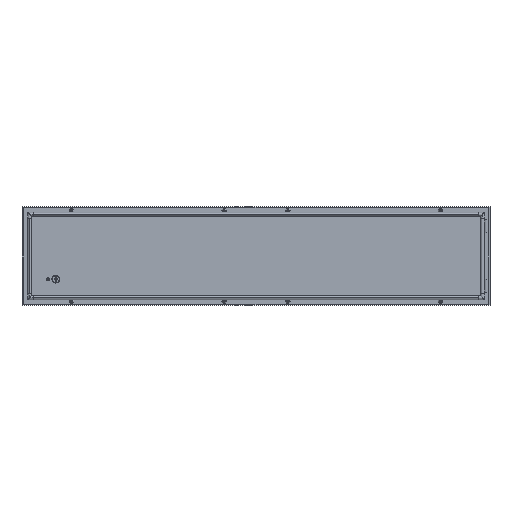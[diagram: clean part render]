
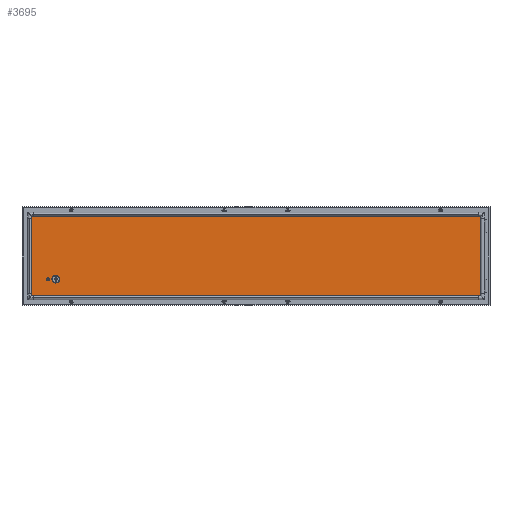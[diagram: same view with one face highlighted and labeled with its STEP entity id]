
A CAD part, top view. The second image highlights one B-rep face of the part: STEP entity #3695.
In plain terms, the highlighted planar face has unit normal (0, 0, 1).
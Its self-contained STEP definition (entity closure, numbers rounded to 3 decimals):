
#142 = DIRECTION ( 'NONE',  ( 0., -1., 0. ) ) ;
#159 = EDGE_CURVE ( 'NONE', #881, #1469, #643, .T. ) ;
#236 = CARTESIAN_POINT ( 'NONE',  ( 864., 153.5, 0. ) ) ;
#266 = CARTESIAN_POINT ( 'NONE',  ( -770., -104., 0. ) ) ;
#306 = LINE ( 'NONE', #5799, #2052 ) ;
#366 = VERTEX_POINT ( 'NONE', #6081 ) ;
#575 = CARTESIAN_POINT ( 'NONE',  ( -856., 153.5, 0. ) ) ;
#643 = LINE ( 'NONE', #765, #4975 ) ;
#695 = DIRECTION ( 'NONE',  ( 0., -1., 0. ) ) ;
#765 = CARTESIAN_POINT ( 'NONE',  ( 856., 153.5, 0. ) ) ;
#789 = VERTEX_POINT ( 'NONE', #3165 ) ;
#817 = CARTESIAN_POINT ( 'NONE',  ( 864., -145.5, 0. ) ) ;
#854 = FACE_OUTER_BOUND ( 'NONE', #3348, .T. ) ;
#881 = VERTEX_POINT ( 'NONE', #1069 ) ;
#883 = CARTESIAN_POINT ( 'NONE',  ( 0., 0., 0. ) ) ;
#913 = ORIENTED_EDGE ( 'NONE', *, *, #2427, .F. ) ;
#930 = VECTOR ( 'NONE', #2832, 1000. ) ;
#1069 = CARTESIAN_POINT ( 'NONE',  ( 856., 153.5, 0. ) ) ;
#1103 = DIRECTION ( 'NONE',  ( 0., 1., 0. ) ) ;
#1143 = AXIS2_PLACEMENT_3D ( 'NONE', #883, #3877, #5935 ) ;
#1151 = VERTEX_POINT ( 'NONE', #1873 ) ;
#1191 = VERTEX_POINT ( 'NONE', #266 ) ;
#1288 = DIRECTION ( 'NONE',  ( 1., 0., 0. ) ) ;
#1347 = ORIENTED_EDGE ( 'NONE', *, *, #6067, .T. ) ;
#1363 = CARTESIAN_POINT ( 'NONE',  ( -856., -153.5, 0. ) ) ;
#1398 = DIRECTION ( 'NONE',  ( 1., 0., 0. ) ) ;
#1466 = LINE ( 'NONE', #1363, #5059 ) ;
#1469 = VERTEX_POINT ( 'NONE', #236 ) ;
#1475 = ORIENTED_EDGE ( 'NONE', *, *, #5415, .T. ) ;
#1541 = ORIENTED_EDGE ( 'NONE', *, *, #2825, .T. ) ;
#1542 = CARTESIAN_POINT ( 'NONE',  ( -800., -89., 0. ) ) ;
#1589 = CIRCLE ( 'NONE', #2453, 2.65 ) ;
#1664 = VERTEX_POINT ( 'NONE', #5636 ) ;
#1680 = DIRECTION ( 'NONE',  ( 1., 0., 0. ) ) ;
#1719 = CARTESIAN_POINT ( 'NONE',  ( -770., -74., 0. ) ) ;
#1738 = DIRECTION ( 'NONE',  ( 0., 0., 1. ) ) ;
#1800 = FACE_BOUND ( 'NONE', #3084, .T. ) ;
#1817 = CARTESIAN_POINT ( 'NONE',  ( -864., 0., 0. ) ) ;
#1873 = CARTESIAN_POINT ( 'NONE',  ( -856., -153.5, 0. ) ) ;
#1913 = LINE ( 'NONE', #2196, #4733 ) ;
#1956 = VERTEX_POINT ( 'NONE', #5784 ) ;
#1971 = ORIENTED_EDGE ( 'NONE', *, *, #2357, .T. ) ;
#2020 = VECTOR ( 'NONE', #695, 1000. ) ;
#2027 = EDGE_CURVE ( 'NONE', #4064, #2360, #4955, .T. ) ;
#2030 = VECTOR ( 'NONE', #3890, 1000. ) ;
#2052 = VECTOR ( 'NONE', #142, 1000. ) ;
#2088 = CARTESIAN_POINT ( 'NONE',  ( -864., 145.5, 0. ) ) ;
#2196 = CARTESIAN_POINT ( 'NONE',  ( -878.8, -153.5, 0. ) ) ;
#2229 = CARTESIAN_POINT ( 'NONE',  ( -799.315, -86.44, 0. ) ) ;
#2248 = CIRCLE ( 'NONE', #4203, 2.65 ) ;
#2250 = ORIENTED_EDGE ( 'NONE', *, *, #4592, .F. ) ;
#2354 = CARTESIAN_POINT ( 'NONE',  ( 856., -153.5, 0. ) ) ;
#2357 = EDGE_CURVE ( 'NONE', #366, #4167, #6449, .T. ) ;
#2360 = VERTEX_POINT ( 'NONE', #4466 ) ;
#2406 = VERTEX_POINT ( 'NONE', #5700 ) ;
#2427 = EDGE_CURVE ( 'NONE', #4936, #1191, #3871, .T. ) ;
#2453 = AXIS2_PLACEMENT_3D ( 'NONE', #3537, #6207, #2578 ) ;
#2502 = LINE ( 'NONE', #817, #6448 ) ;
#2578 = DIRECTION ( 'NONE',  ( -0.258, -0.966, 0. ) ) ;
#2668 = VECTOR ( 'NONE', #6734, 1000. ) ;
#2712 = CARTESIAN_POINT ( 'NONE',  ( -864., -145.5, 0. ) ) ;
#2805 = ORIENTED_EDGE ( 'NONE', *, *, #5005, .T. ) ;
#2825 = EDGE_CURVE ( 'NONE', #6270, #2406, #3360, .T. ) ;
#2830 = DIRECTION ( 'NONE',  ( 0., 1., 0. ) ) ;
#2832 = DIRECTION ( 'NONE',  ( 1., 0., 0. ) ) ;
#2892 = EDGE_LOOP ( 'NONE', ( #1347, #2954 ) ) ;
#2954 = ORIENTED_EDGE ( 'NONE', *, *, #3809, .T. ) ;
#2968 = CARTESIAN_POINT ( 'NONE',  ( -878.8, 153.5, 0. ) ) ;
#3084 = EDGE_LOOP ( 'NONE', ( #913, #6395 ) ) ;
#3100 = EDGE_CURVE ( 'NONE', #2360, #881, #4688, .T. ) ;
#3106 = EDGE_CURVE ( 'NONE', #2406, #1664, #3796, .T. ) ;
#3141 = VECTOR ( 'NONE', #1103, 1000. ) ;
#3165 = CARTESIAN_POINT ( 'NONE',  ( 864., 145.5, 0. ) ) ;
#3348 = EDGE_LOOP ( 'NONE', ( #6167, #5495, #3624, #2250, #1971, #5820, #2805, #5332, #1541, #5003, #1475, #5955 ) ) ;
#3356 = DIRECTION ( 'NONE',  ( 0., -1., 0. ) ) ;
#3360 = LINE ( 'NONE', #5440, #930 ) ;
#3537 = CARTESIAN_POINT ( 'NONE',  ( -800., -89., 0. ) ) ;
#3624 = ORIENTED_EDGE ( 'NONE', *, *, #2027, .F. ) ;
#3627 = DIRECTION ( 'NONE',  ( 0., 0., -1. ) ) ;
#3628 = CARTESIAN_POINT ( 'NONE',  ( -770., -89., 0. ) ) ;
#3695 = ADVANCED_FACE ( 'NONE', ( #4559, #1800, #854 ), #6568, .T. ) ;
#3796 = LINE ( 'NONE', #4888, #4088 ) ;
#3809 = EDGE_CURVE ( 'NONE', #5695, #6193, #1589, .T. ) ;
#3871 = CIRCLE ( 'NONE', #5582, 15. ) ;
#3877 = DIRECTION ( 'NONE',  ( 0., 0., 1. ) ) ;
#3890 = DIRECTION ( 'NONE',  ( 0., -1., 0. ) ) ;
#4064 = VERTEX_POINT ( 'NONE', #6629 ) ;
#4088 = VECTOR ( 'NONE', #2830, 1000. ) ;
#4113 = EDGE_CURVE ( 'NONE', #1469, #789, #306, .T. ) ;
#4167 = VERTEX_POINT ( 'NONE', #2712 ) ;
#4203 = AXIS2_PLACEMENT_3D ( 'NONE', #1542, #3627, #5672 ) ;
#4279 = AXIS2_PLACEMENT_3D ( 'NONE', #3628, #5673, #3356 ) ;
#4466 = CARTESIAN_POINT ( 'NONE',  ( -856., 153.5, 0. ) ) ;
#4559 = FACE_BOUND ( 'NONE', #2892, .T. ) ;
#4592 = EDGE_CURVE ( 'NONE', #366, #4064, #4832, .T. ) ;
#4688 = LINE ( 'NONE', #575, #2668 ) ;
#4733 = VECTOR ( 'NONE', #1680, 1000. ) ;
#4832 = LINE ( 'NONE', #2088, #3141 ) ;
#4888 = CARTESIAN_POINT ( 'NONE',  ( 864., -168.3, 0. ) ) ;
#4930 = EDGE_CURVE ( 'NONE', #1191, #4936, #4941, .T. ) ;
#4936 = VERTEX_POINT ( 'NONE', #1719 ) ;
#4941 = CIRCLE ( 'NONE', #4279, 15. ) ;
#4955 = LINE ( 'NONE', #2968, #6066 ) ;
#4975 = VECTOR ( 'NONE', #1288, 1000. ) ;
#5003 = ORIENTED_EDGE ( 'NONE', *, *, #3106, .T. ) ;
#5005 = EDGE_CURVE ( 'NONE', #1956, #1151, #1913, .T. ) ;
#5059 = VECTOR ( 'NONE', #1398, 1000. ) ;
#5224 = DIRECTION ( 'NONE',  ( 0., -1., 0. ) ) ;
#5286 = EDGE_CURVE ( 'NONE', #4167, #1956, #5504, .T. ) ;
#5332 = ORIENTED_EDGE ( 'NONE', *, *, #5913, .T. ) ;
#5364 = CARTESIAN_POINT ( 'NONE',  ( -864., -145.5, 0. ) ) ;
#5415 = EDGE_CURVE ( 'NONE', #1664, #789, #2502, .T. ) ;
#5440 = CARTESIAN_POINT ( 'NONE',  ( 856., -153.5, 0. ) ) ;
#5495 = ORIENTED_EDGE ( 'NONE', *, *, #3100, .F. ) ;
#5504 = LINE ( 'NONE', #5364, #2020 ) ;
#5582 = AXIS2_PLACEMENT_3D ( 'NONE', #6379, #1738, #5224 ) ;
#5636 = CARTESIAN_POINT ( 'NONE',  ( 864., -145.5, 0. ) ) ;
#5672 = DIRECTION ( 'NONE',  ( -0.258, -0.966, 0. ) ) ;
#5673 = DIRECTION ( 'NONE',  ( 0., 0., 1. ) ) ;
#5695 = VERTEX_POINT ( 'NONE', #2229 ) ;
#5700 = CARTESIAN_POINT ( 'NONE',  ( 864., -153.5, 0. ) ) ;
#5784 = CARTESIAN_POINT ( 'NONE',  ( -864., -153.5, 0. ) ) ;
#5799 = CARTESIAN_POINT ( 'NONE',  ( 864., 168.3, 0. ) ) ;
#5820 = ORIENTED_EDGE ( 'NONE', *, *, #5286, .T. ) ;
#5913 = EDGE_CURVE ( 'NONE', #1151, #6270, #1466, .T. ) ;
#5935 = DIRECTION ( 'NONE',  ( 1., 0., 0. ) ) ;
#5955 = ORIENTED_EDGE ( 'NONE', *, *, #4113, .F. ) ;
#5978 = CARTESIAN_POINT ( 'NONE',  ( -800.685, -91.56, 0. ) ) ;
#6066 = VECTOR ( 'NONE', #6470, 1000. ) ;
#6067 = EDGE_CURVE ( 'NONE', #6193, #5695, #2248, .T. ) ;
#6081 = CARTESIAN_POINT ( 'NONE',  ( -864., 145.5, 0. ) ) ;
#6167 = ORIENTED_EDGE ( 'NONE', *, *, #159, .F. ) ;
#6193 = VERTEX_POINT ( 'NONE', #5978 ) ;
#6207 = DIRECTION ( 'NONE',  ( 0., 0., -1. ) ) ;
#6270 = VERTEX_POINT ( 'NONE', #2354 ) ;
#6379 = CARTESIAN_POINT ( 'NONE',  ( -770., -89., 0. ) ) ;
#6395 = ORIENTED_EDGE ( 'NONE', *, *, #4930, .F. ) ;
#6448 = VECTOR ( 'NONE', #6634, 1000. ) ;
#6449 = LINE ( 'NONE', #1817, #2030 ) ;
#6470 = DIRECTION ( 'NONE',  ( 1., 0., 0. ) ) ;
#6568 = PLANE ( 'NONE',  #1143 ) ;
#6629 = CARTESIAN_POINT ( 'NONE',  ( -864., 153.5, 0. ) ) ;
#6634 = DIRECTION ( 'NONE',  ( 0., 1., 0. ) ) ;
#6734 = DIRECTION ( 'NONE',  ( 1., 0., 0. ) ) ;
